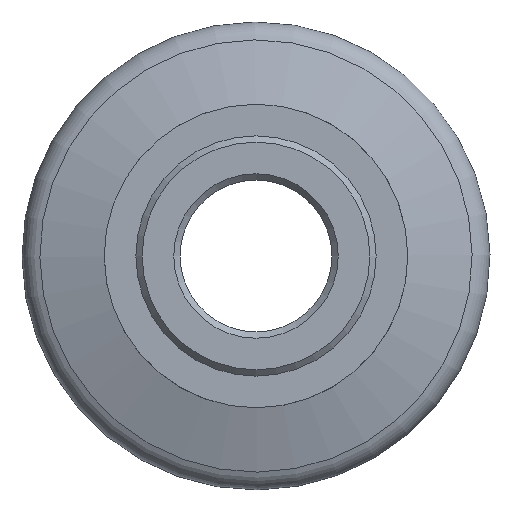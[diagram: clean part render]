
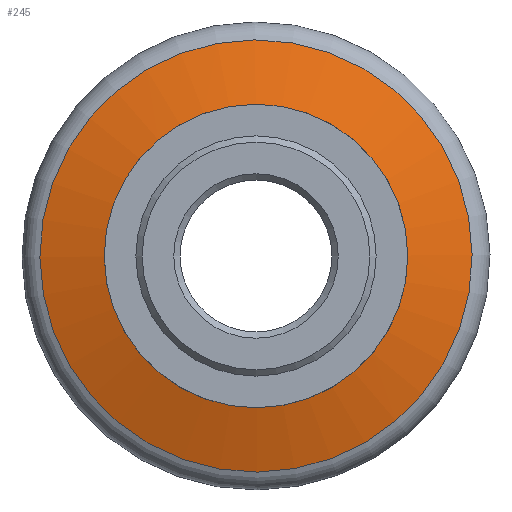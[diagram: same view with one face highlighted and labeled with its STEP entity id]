
A CAD part, front view. The second image highlights one B-rep face of the part: STEP entity #245.
In plain terms, the highlighted conical face has half-angle 73 degrees and reference radius 14.542 mm.
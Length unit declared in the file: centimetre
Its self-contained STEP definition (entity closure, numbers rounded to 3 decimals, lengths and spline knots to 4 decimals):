
#26=CONICAL_SURFACE('',#277,1.4542,1.274);
#39=FACE_BOUND('',#91,.T.);
#61=FACE_OUTER_BOUND('',#90,.T.);
#90=EDGE_LOOP('',(#200));
#91=EDGE_LOOP('',(#201));
#127=CIRCLE('',#276,1.2);
#128=CIRCLE('',#278,1.7085);
#149=VERTEX_POINT('',#418);
#150=VERTEX_POINT('',#421);
#171=EDGE_CURVE('',#149,#149,#127,.T.);
#172=EDGE_CURVE('',#150,#150,#128,.T.);
#200=ORIENTED_EDGE('',*,*,#172,.T.);
#201=ORIENTED_EDGE('',*,*,#171,.F.);
#245=ADVANCED_FACE('',(#61,#39),#26,.T.);
#276=AXIS2_PLACEMENT_3D('',#419,#336,#337);
#277=AXIS2_PLACEMENT_3D('',#420,#338,#339);
#278=AXIS2_PLACEMENT_3D('',#422,#340,#341);
#336=DIRECTION('center_axis',(0.,-1.,0.));
#337=DIRECTION('ref_axis',(1.,0.,0.));
#338=DIRECTION('center_axis',(0.,1.,0.));
#339=DIRECTION('ref_axis',(1.,0.,0.));
#340=DIRECTION('center_axis',(0.,-1.,0.));
#341=DIRECTION('ref_axis',(-1.,0.,0.));
#418=CARTESIAN_POINT('',(-1.2,0.1,0.));
#419=CARTESIAN_POINT('Origin',(0.,0.1,0.));
#420=CARTESIAN_POINT('Origin',(0.,0.1777,0.));
#421=CARTESIAN_POINT('',(-1.7084,0.2555,-0.0103));
#422=CARTESIAN_POINT('Origin',(0.,0.2555,0.));
